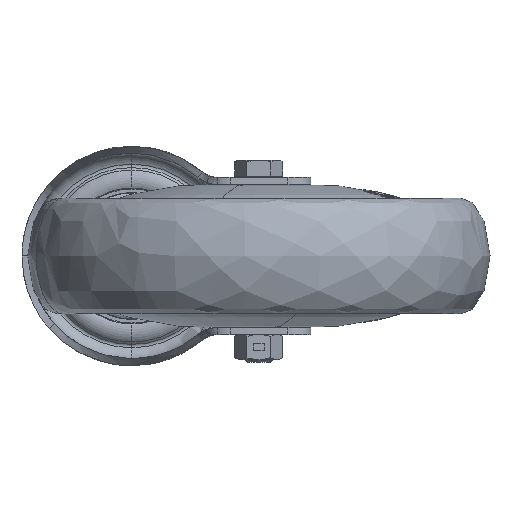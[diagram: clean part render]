
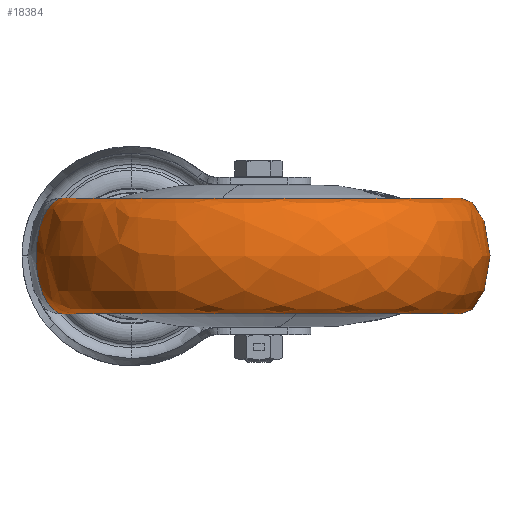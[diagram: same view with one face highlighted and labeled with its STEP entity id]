
A CAD part, front view. The second image highlights one B-rep face of the part: STEP entity #18384.
In plain terms, the highlighted free-form (B-spline) face has degree [3, 3] with [4, 4] control points.
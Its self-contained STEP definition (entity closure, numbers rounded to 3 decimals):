
#269 = CIRCLE ( 'NONE', #3448, 87.5 ) ;
#524 = CARTESIAN_POINT ( 'NONE',  ( -29.365, -154.213, 25. ) ) ;
#2855 = CARTESIAN_POINT ( 'NONE',  ( 55., -131., -25. ) ) ;
#3448 = AXIS2_PLACEMENT_3D ( 'NONE', #2855, #18456, #18318 ) ;
#3597 = CARTESIAN_POINT ( 'NONE',  ( 223.16, -318.092, -25. ) ) ;
#3881 = CARTESIAN_POINT ( 'NONE',  ( 6.222, -377.783, 25. ) ) ;
#4141 = DIRECTION ( 'NONE',  ( 0., 0., 1. ) ) ;
#4447 = CARTESIAN_POINT ( 'NONE',  ( 17.062, -322.943, 25. ) ) ;
#4998 =( BOUNDED_SURFACE ( )  B_SPLINE_SURFACE ( 3, 3, ( 
 ( #10494, #14633, #14503, #27853 ),
 ( #23201, #10362, #3597, #12365 ),
 ( #21030, #3881, #12646, #12933 ),
 ( #22037, #4447, #17195, #13475 ) ),
 .UNSPECIFIED., .F., .F., .F. ) 
 B_SPLINE_SURFACE_WITH_KNOTS ( ( 4, 4 ),
 ( 4, 4 ),
 ( 0., 1. ),
 ( 0., 1. ),
 .UNSPECIFIED. ) 
 GEOMETRIC_REPRESENTATION_ITEM ( )  RATIONAL_B_SPLINE_SURFACE ( (
 ( 1., 0.333, 0.333, 1.),
 ( 0.333, 0.111, 0.111, 0.333),
 ( 0.333, 0.111, 0.111, 0.333),
 ( 1., 0.333, 0.333, 1.) ) ) 
 REPRESENTATION_ITEM ( '' )  SURFACE ( )  );
#5477 = CARTESIAN_POINT ( 'NONE',  ( -29.365, -154.213, -25. ) ) ;
#5654 = CARTESIAN_POINT ( 'NONE',  ( 139.365, -107.787, -25. ) ) ;
#5930 = CARTESIAN_POINT ( 'NONE',  ( 139.365, -107.787, 25. ) ) ;
#7965 = CARTESIAN_POINT ( 'NONE',  ( 163.469, -101.154, -25. ) ) ;
#10362 = CARTESIAN_POINT ( 'NONE',  ( 6.222, -377.783, -25. ) ) ;
#10494 = CARTESIAN_POINT ( 'NONE',  ( -29.365, -154.213, -25. ) ) ;
#11978 =( BOUNDED_CURVE ( )  B_SPLINE_CURVE ( 3, ( #5654, #7965, #16672, #5930 ),
 .UNSPECIFIED., .F., .T. ) 
 B_SPLINE_CURVE_WITH_KNOTS ( ( 4, 4 ),
 ( 0., 3.142 ),
 .UNSPECIFIED. ) 
 CURVE ( )  GEOMETRIC_REPRESENTATION_ITEM ( )  RATIONAL_B_SPLINE_CURVE ( ( 1., 0.333, 0.333, 1. ) ) 
 REPRESENTATION_ITEM ( '' )  );
#12034 = VERTEX_POINT ( 'NONE', #13349 ) ;
#12365 = CARTESIAN_POINT ( 'NONE',  ( 163.469, -101.154, -25. ) ) ;
#12431 = VERTEX_POINT ( 'NONE', #19540 ) ;
#12646 = CARTESIAN_POINT ( 'NONE',  ( 223.16, -318.092, 25. ) ) ;
#12701 = ORIENTED_EDGE ( 'NONE', *, *, #25825, .F. ) ;
#12933 = CARTESIAN_POINT ( 'NONE',  ( 163.469, -101.154, 25. ) ) ;
#13298 = VERTEX_POINT ( 'NONE', #524 ) ;
#13349 = CARTESIAN_POINT ( 'NONE',  ( 139.365, -107.787, 25. ) ) ;
#13475 = CARTESIAN_POINT ( 'NONE',  ( 139.365, -107.787, 25. ) ) ;
#14503 = CARTESIAN_POINT ( 'NONE',  ( 185.791, -276.516, -25. ) ) ;
#14617 = CARTESIAN_POINT ( 'NONE',  ( 55., -131., 25. ) ) ;
#14633 = CARTESIAN_POINT ( 'NONE',  ( 17.062, -322.943, -25. ) ) ;
#14878 = VERTEX_POINT ( 'NONE', #17918 ) ;
#16444 = CIRCLE ( 'NONE', #24155, 87.5 ) ;
#16493 = CARTESIAN_POINT ( 'NONE',  ( -53.469, -160.846, 25. ) ) ;
#16672 = CARTESIAN_POINT ( 'NONE',  ( 163.469, -101.154, 25. ) ) ;
#17195 = CARTESIAN_POINT ( 'NONE',  ( 185.791, -276.516, 25. ) ) ;
#17918 = CARTESIAN_POINT ( 'NONE',  ( 139.365, -107.787, -25. ) ) ;
#18318 = DIRECTION ( 'NONE',  ( 0.964, 0.265, 0. ) ) ;
#18384 = ADVANCED_FACE ( 'NONE', ( #27439 ), #4998, .F. ) ;
#18456 = DIRECTION ( 'NONE',  ( 0., 0., 1. ) ) ;
#19077 = EDGE_CURVE ( 'NONE', #14878, #12034, #11978, .T. ) ;
#19540 = CARTESIAN_POINT ( 'NONE',  ( -29.365, -154.213, -25. ) ) ;
#20343 = CARTESIAN_POINT ( 'NONE',  ( -53.469, -160.846, -25. ) ) ;
#20827 = ORIENTED_EDGE ( 'NONE', *, *, #19077, .T. ) ;
#21030 = CARTESIAN_POINT ( 'NONE',  ( -53.469, -160.846, 25. ) ) ;
#21555 = EDGE_CURVE ( 'NONE', #12431, #14878, #269, .T. ) ;
#22037 = CARTESIAN_POINT ( 'NONE',  ( -29.365, -154.213, 25. ) ) ;
#22336 = CARTESIAN_POINT ( 'NONE',  ( -29.365, -154.213, 25. ) ) ;
#22872 =( BOUNDED_CURVE ( )  B_SPLINE_CURVE ( 3, ( #5477, #20343, #16493, #22336 ),
 .UNSPECIFIED., .F., .F. ) 
 B_SPLINE_CURVE_WITH_KNOTS ( ( 4, 4 ),
 ( 0., 3.142 ),
 .UNSPECIFIED. ) 
 CURVE ( )  GEOMETRIC_REPRESENTATION_ITEM ( )  RATIONAL_B_SPLINE_CURVE ( ( 1., 0.333, 0.333, 1. ) ) 
 REPRESENTATION_ITEM ( '' )  );
#23103 = ORIENTED_EDGE ( 'NONE', *, *, #27870, .F. ) ;
#23201 = CARTESIAN_POINT ( 'NONE',  ( -53.469, -160.846, -25. ) ) ;
#23300 = DIRECTION ( 'NONE',  ( 0.964, 0.265, 0. ) ) ;
#24155 = AXIS2_PLACEMENT_3D ( 'NONE', #14617, #4141, #23300 ) ;
#24175 = EDGE_LOOP ( 'NONE', ( #12701, #27861, #20827, #23103 ) ) ;
#25825 = EDGE_CURVE ( 'NONE', #12431, #13298, #22872, .T. ) ;
#27439 = FACE_OUTER_BOUND ( 'NONE', #24175, .T. ) ;
#27853 = CARTESIAN_POINT ( 'NONE',  ( 139.365, -107.787, -25. ) ) ;
#27861 = ORIENTED_EDGE ( 'NONE', *, *, #21555, .T. ) ;
#27870 = EDGE_CURVE ( 'NONE', #13298, #12034, #16444, .T. ) ;
